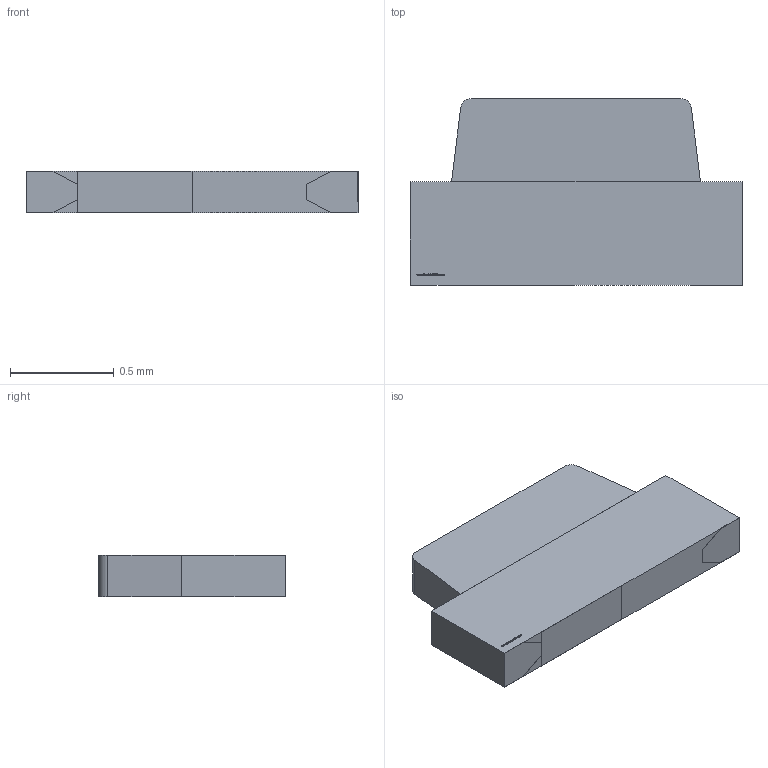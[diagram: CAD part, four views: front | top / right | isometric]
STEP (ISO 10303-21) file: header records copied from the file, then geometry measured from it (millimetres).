
FILE_DESCRIPTION (( 'STEP AP214' ), '1' );
FILE_NAME ('APGA1602.STEP', '2014-01-13T17:13:40', ( 'admin' ), ( '' ), 'SwSTEP 2.0', 'SolidWorks 2010', '' );
FILE_SCHEMA (( 'AUTOMOTIVE_DESIGN' ));
Length unit declared in the file: millimetre
Products named in the file (1): APGA1602
Bounding box: 1.6 x 0.9 x 0.2 mm (x, y, z)
Volume: 0.3 mm3; surface area: 4.4 mm2
Topology: 5 solids, 5 shells, 319 faces, 843 edges, 562 vertices
Faces by surface type: plane 201, bspline 116, cylinder 2
Entity records: 22184 total; most frequent: CARTESIAN_POINT 11481, ORIENTED_EDGE 1686, DIRECTION 1023, EDGE_CURVE 843, LINE 607, VECTOR 607, VERTEX_POINT 562, EDGE_LOOP 347
